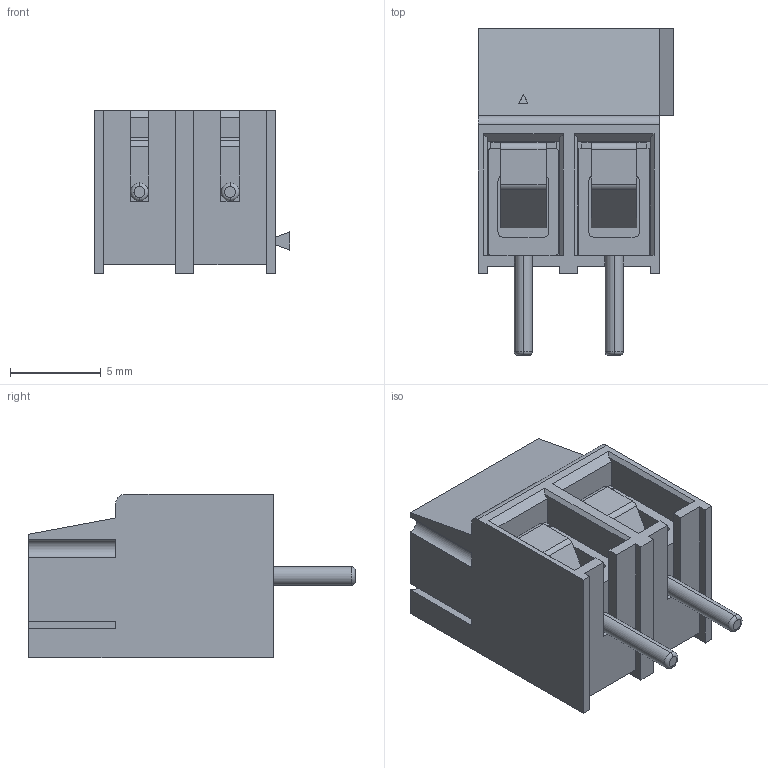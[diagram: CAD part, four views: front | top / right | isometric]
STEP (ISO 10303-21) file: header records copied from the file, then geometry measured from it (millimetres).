
FILE_DESCRIPTION (( 'STEP AP214' ), '1' );
FILE_NAME ('DG302-5.0-02P-12-00AH.STEP', '2021-01-21T03:25:14', ( '' ), ( '' ), 'SwSTEP 2.0', 'SolidWorks 2020', '' );
FILE_SCHEMA (( 'AUTOMOTIVE_DESIGN' ));
Length unit declared in the file: millimetre
Products named in the file (1): DG302-5.0-02P-12-00AH
Bounding box: 10.8 x 18 x 9 mm (x, y, z)
Volume: 763.5 mm3; surface area: 1719.3 mm2
Topology: 1 solids, 1 shells, 441 faces, 1189 edges, 785 vertices
Faces by surface type: plane 236, bspline 144, cylinder 39, torus 18, cone 4
Entity records: 25007 total; most frequent: CARTESIAN_POINT 10968, ORIENTED_EDGE 2378, DIRECTION 1607, EDGE_CURVE 1189, VERTEX_POINT 785, LINE 759, VECTOR 759, EDGE_LOOP 480
